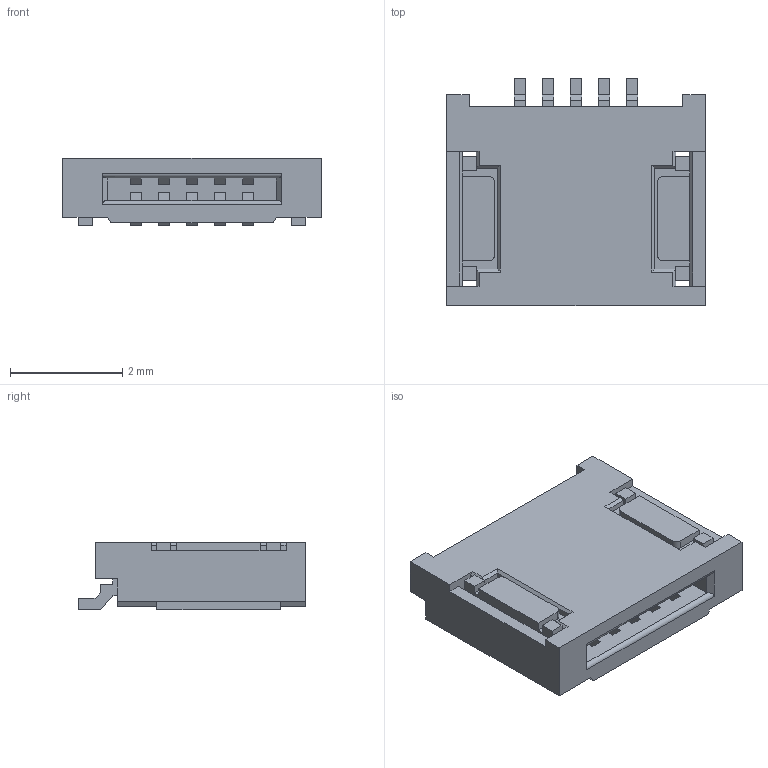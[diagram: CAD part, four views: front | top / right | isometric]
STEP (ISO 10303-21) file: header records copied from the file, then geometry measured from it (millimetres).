
FILE_DESCRIPTION(/* description */ (''),/* implementation_level */ '2;1');
FILE_NAME(/* name */ '512810594.step',/* time_stamp */ '2020-11-07T23:14:45+01:00',/* author */ (''),/* organization */ (''),/* preprocessor_version */ 'ST-DEVELOPER v18.1',/* originating_system */ 'Autodesk Translation Framework v9.3.0.1241',/* authorisation */ '');
FILE_SCHEMA (('AUTOMOTIVE_DESIGN { 1 0 10303 214 3 1 1 }'));
Length unit declared in the file: millimetre
Products named in the file (1): 512810594
Bounding box: 4.6 x 4.05 x 1.2 mm (x, y, z)
Volume: 14.7 mm3; surface area: 89.1 mm2
Topology: 1 solids, 1 shells, 290 faces, 825 edges, 532 vertices
Faces by surface type: plane 264, cylinder 26
Entity records: 9258 total; most frequent: ORIENTED_EDGE 1650, CARTESIAN_POINT 1648, DIRECTION 1459, EDGE_CURVE 825, LINE 773, VECTOR 773, VERTEX_POINT 532, AXIS2_PLACEMENT_3D 343
